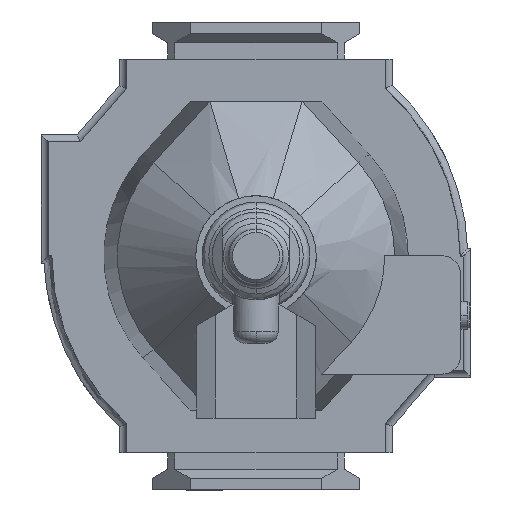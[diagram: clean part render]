
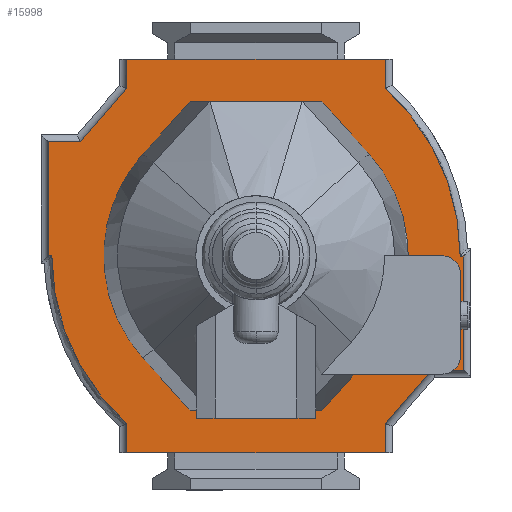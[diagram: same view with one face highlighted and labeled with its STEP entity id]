
A CAD part, front view. The second image highlights one B-rep face of the part: STEP entity #15998.
In plain terms, the highlighted face is planar.
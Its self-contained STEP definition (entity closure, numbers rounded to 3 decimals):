
#171 = EDGE_CURVE ( 'NONE', #11602, #8644, #5779, .T. ) ;
#371 = ORIENTED_EDGE ( 'NONE', *, *, #8737, .F. ) ;
#403 = CARTESIAN_POINT ( 'NONE',  ( -19.5, 0., 30. ) ) ;
#443 = EDGE_CURVE ( 'NONE', #3548, #13851, #7123, .T. ) ;
#451 = ORIENTED_EDGE ( 'NONE', *, *, #16189, .F. ) ;
#506 = EDGE_CURVE ( 'NONE', #13851, #4489, #10044, .T. ) ;
#539 = DIRECTION ( 'NONE',  ( 0., 0., 1. ) ) ;
#843 = VERTEX_POINT ( 'NONE', #12216 ) ;
#855 = DIRECTION ( 'NONE',  ( 0., 0., -1. ) ) ;
#1084 = VECTOR ( 'NONE', #4172, 1000. ) ;
#1165 = EDGE_CURVE ( 'NONE', #6747, #14627, #13811, .T. ) ;
#1183 = CARTESIAN_POINT ( 'NONE',  ( 0., 0., 3.5 ) ) ;
#1208 = LINE ( 'NONE', #11062, #2971 ) ;
#1330 = VECTOR ( 'NONE', #6050, 1000. ) ;
#1779 = DIRECTION ( 'NONE',  ( 0., 0., 1. ) ) ;
#1840 = LINE ( 'NONE', #8159, #5844 ) ;
#1875 = DIRECTION ( 'NONE',  ( -0.757, 0., -0.654 ) ) ;
#1921 = CARTESIAN_POINT ( 'NONE',  ( 33.65, 0., 22.1 ) ) ;
#1947 = CARTESIAN_POINT ( 'NONE',  ( -28.65, 0., 22.1 ) ) ;
#1948 = VERTEX_POINT ( 'NONE', #12558 ) ;
#2248 = EDGE_CURVE ( 'NONE', #843, #3548, #13174, .T. ) ;
#2660 = ORIENTED_EDGE ( 'NONE', *, *, #10802, .F. ) ;
#2692 = CIRCLE ( 'NONE', #8704, 38.4 ) ;
#2712 = VECTOR ( 'NONE', #3805, 1000. ) ;
#2773 = PLANE ( 'NONE',  #6202 ) ;
#2791 = CARTESIAN_POINT ( 'NONE',  ( 28.65, 0., -22.1 ) ) ;
#2858 = DIRECTION ( 'NONE',  ( 0.757, 0., 0.654 ) ) ;
#2971 = VECTOR ( 'NONE', #16065, 1000. ) ;
#3149 = ORIENTED_EDGE ( 'NONE', *, *, #1165, .F. ) ;
#3264 = VECTOR ( 'NONE', #5475, 1000. ) ;
#3437 = ORIENTED_EDGE ( 'NONE', *, *, #171, .F. ) ;
#3481 = DIRECTION ( 'NONE',  ( 0., -1., 0. ) ) ;
#3499 = VECTOR ( 'NONE', #2858, 1000. ) ;
#3548 = VERTEX_POINT ( 'NONE', #12268 ) ;
#3721 = VERTEX_POINT ( 'NONE', #7990 ) ;
#3770 = DIRECTION ( 'NONE',  ( 0., -1., 0. ) ) ;
#3805 = DIRECTION ( 'NONE',  ( 1., 0., 0. ) ) ;
#3895 = EDGE_CURVE ( 'NONE', #11055, #6747, #3917, .T. ) ;
#3917 = LINE ( 'NONE', #2791, #13411 ) ;
#4172 = DIRECTION ( 'NONE',  ( 0., 0., -1. ) ) ;
#4489 = VERTEX_POINT ( 'NONE', #11670 ) ;
#4564 = CARTESIAN_POINT ( 'NONE',  ( 0., 0., 35.5 ) ) ;
#4616 = LINE ( 'NONE', #1921, #7274 ) ;
#4819 = ORIENTED_EDGE ( 'NONE', *, *, #7025, .F. ) ;
#4904 = VERTEX_POINT ( 'NONE', #12536 ) ;
#5023 = EDGE_CURVE ( 'NONE', #3721, #843, #6816, .T. ) ;
#5138 = CARTESIAN_POINT ( 'NONE',  ( 19.5, 0., -30. ) ) ;
#5475 = DIRECTION ( 'NONE',  ( -1., 0., 0. ) ) ;
#5779 = LINE ( 'NONE', #9463, #7267 ) ;
#5782 = DIRECTION ( 'NONE',  ( -1., 0., 0. ) ) ;
#5844 = VECTOR ( 'NONE', #11941, 1000. ) ;
#6050 = DIRECTION ( 'NONE',  ( 0., 0., -1. ) ) ;
#6202 = AXIS2_PLACEMENT_3D ( 'NONE', #15402, #11793, #1779 ) ;
#6347 = CARTESIAN_POINT ( 'NONE',  ( -19.5, 0., 35.5 ) ) ;
#6413 = CARTESIAN_POINT ( 'NONE',  ( 19.5, 0., -35.5 ) ) ;
#6747 = VERTEX_POINT ( 'NONE', #13865 ) ;
#6816 = LINE ( 'NONE', #403, #12960 ) ;
#6882 = EDGE_CURVE ( 'NONE', #8644, #10953, #1208, .T. ) ;
#7025 = EDGE_CURVE ( 'NONE', #1948, #11055, #15407, .T. ) ;
#7123 = LINE ( 'NONE', #12110, #9783 ) ;
#7211 = LINE ( 'NONE', #11142, #1330 ) ;
#7267 = VECTOR ( 'NONE', #8240, 1000. ) ;
#7274 = VECTOR ( 'NONE', #5782, 1000. ) ;
#7351 = AXIS2_PLACEMENT_3D ( 'NONE', #13527, #3770, #8786 ) ;
#7532 = ORIENTED_EDGE ( 'NONE', *, *, #2248, .F. ) ;
#7597 = CARTESIAN_POINT ( 'NONE',  ( 0., 0., -34.9 ) ) ;
#7603 = CARTESIAN_POINT ( 'NONE',  ( 33.65, 0., -22.1 ) ) ;
#7990 = CARTESIAN_POINT ( 'NONE',  ( -19.5, 0., 30. ) ) ;
#8159 = CARTESIAN_POINT ( 'NONE',  ( 0., 0., -35.5 ) ) ;
#8240 = DIRECTION ( 'NONE',  ( 0., 0., 1. ) ) ;
#8272 = ORIENTED_EDGE ( 'NONE', *, *, #506, .F. ) ;
#8644 = VERTEX_POINT ( 'NONE', #4564 ) ;
#8704 = AXIS2_PLACEMENT_3D ( 'NONE', #1183, #3481, #9813 ) ;
#8737 = EDGE_CURVE ( 'NONE', #8767, #10633, #7211, .T. ) ;
#8767 = VERTEX_POINT ( 'NONE', #7597 ) ;
#8786 = DIRECTION ( 'NONE',  ( 0., 0., -1. ) ) ;
#8975 = EDGE_CURVE ( 'NONE', #10953, #3721, #10408, .T. ) ;
#9031 = ORIENTED_EDGE ( 'NONE', *, *, #14357, .F. ) ;
#9236 = FACE_OUTER_BOUND ( 'NONE', #15483, .T. ) ;
#9270 = CARTESIAN_POINT ( 'NONE',  ( 0., 0., 34.9 ) ) ;
#9394 = VECTOR ( 'NONE', #539, 1000. ) ;
#9463 = CARTESIAN_POINT ( 'NONE',  ( 0., 0., 34.9 ) ) ;
#9566 = LINE ( 'NONE', #11786, #9394 ) ;
#9621 = VERTEX_POINT ( 'NONE', #6413 ) ;
#9668 = CARTESIAN_POINT ( 'NONE',  ( -33.65, 0., -22.1 ) ) ;
#9754 = ORIENTED_EDGE ( 'NONE', *, *, #13629, .F. ) ;
#9783 = VECTOR ( 'NONE', #855, 1000. ) ;
#9813 = DIRECTION ( 'NONE',  ( 0., 0., -1. ) ) ;
#10044 = LINE ( 'NONE', #15036, #2712 ) ;
#10075 = ORIENTED_EDGE ( 'NONE', *, *, #3895, .F. ) ;
#10158 = DIRECTION ( 'NONE',  ( 1., 0., 0. ) ) ;
#10342 = ORIENTED_EDGE ( 'NONE', *, *, #5023, .F. ) ;
#10350 = EDGE_CURVE ( 'NONE', #4904, #11602, #14413, .T. ) ;
#10408 = LINE ( 'NONE', #11410, #1084 ) ;
#10633 = VERTEX_POINT ( 'NONE', #12281 ) ;
#10802 = EDGE_CURVE ( 'NONE', #9621, #1948, #9566, .T. ) ;
#10953 = VERTEX_POINT ( 'NONE', #6347 ) ;
#11055 = VERTEX_POINT ( 'NONE', #11275 ) ;
#11062 = CARTESIAN_POINT ( 'NONE',  ( 0., 0., 35.5 ) ) ;
#11142 = CARTESIAN_POINT ( 'NONE',  ( 0., 0., -34.9 ) ) ;
#11275 = CARTESIAN_POINT ( 'NONE',  ( 28.65, 0., -22.1 ) ) ;
#11410 = CARTESIAN_POINT ( 'NONE',  ( -19.5, 0., 35.5 ) ) ;
#11602 = VERTEX_POINT ( 'NONE', #9270 ) ;
#11632 = ORIENTED_EDGE ( 'NONE', *, *, #10350, .F. ) ;
#11670 = CARTESIAN_POINT ( 'NONE',  ( -28.622, 0., -22.1 ) ) ;
#11752 = ORIENTED_EDGE ( 'NONE', *, *, #6882, .F. ) ;
#11772 = VECTOR ( 'NONE', #13352, 1000. ) ;
#11786 = CARTESIAN_POINT ( 'NONE',  ( 19.5, 0., -35.5 ) ) ;
#11793 = DIRECTION ( 'NONE',  ( 0., 1., 0. ) ) ;
#11941 = DIRECTION ( 'NONE',  ( 1., 0., 0. ) ) ;
#12110 = CARTESIAN_POINT ( 'NONE',  ( -33.65, 0., 22.1 ) ) ;
#12216 = CARTESIAN_POINT ( 'NONE',  ( -28.65, 0., 22.1 ) ) ;
#12268 = CARTESIAN_POINT ( 'NONE',  ( -33.65, 0., 22.1 ) ) ;
#12281 = CARTESIAN_POINT ( 'NONE',  ( 0., 0., -35.5 ) ) ;
#12536 = CARTESIAN_POINT ( 'NONE',  ( 28.622, 0., 22.1 ) ) ;
#12558 = CARTESIAN_POINT ( 'NONE',  ( 19.5, 0., -30. ) ) ;
#12960 = VECTOR ( 'NONE', #1875, 1000. ) ;
#13174 = LINE ( 'NONE', #1947, #3264 ) ;
#13257 = ORIENTED_EDGE ( 'NONE', *, *, #443, .F. ) ;
#13352 = DIRECTION ( 'NONE',  ( 0., 0., 1. ) ) ;
#13411 = VECTOR ( 'NONE', #10158, 1000. ) ;
#13527 = CARTESIAN_POINT ( 'NONE',  ( 0., 0., -3.5 ) ) ;
#13629 = EDGE_CURVE ( 'NONE', #10633, #9621, #1840, .T. ) ;
#13811 = LINE ( 'NONE', #7603, #11772 ) ;
#13851 = VERTEX_POINT ( 'NONE', #9668 ) ;
#13865 = CARTESIAN_POINT ( 'NONE',  ( 33.65, 0., -22.1 ) ) ;
#14357 = EDGE_CURVE ( 'NONE', #14627, #4904, #4616, .T. ) ;
#14413 = CIRCLE ( 'NONE', #7351, 38.4 ) ;
#14627 = VERTEX_POINT ( 'NONE', #15605 ) ;
#15036 = CARTESIAN_POINT ( 'NONE',  ( -33.65, 0., -22.1 ) ) ;
#15402 = CARTESIAN_POINT ( 'NONE',  ( -34.996, 0., -36.92 ) ) ;
#15407 = LINE ( 'NONE', #5138, #3499 ) ;
#15409 = ORIENTED_EDGE ( 'NONE', *, *, #8975, .F. ) ;
#15483 = EDGE_LOOP ( 'NONE', ( #10342, #15409, #11752, #3437, #11632, #9031, #3149, #10075, #4819, #2660, #9754, #371, #451, #8272, #13257, #7532 ) ) ;
#15605 = CARTESIAN_POINT ( 'NONE',  ( 33.65, 0., 22.1 ) ) ;
#15998 = ADVANCED_FACE ( 'NONE', ( #9236 ), #2773, .T. ) ;
#16065 = DIRECTION ( 'NONE',  ( -1., 0., 0. ) ) ;
#16189 = EDGE_CURVE ( 'NONE', #4489, #8767, #2692, .T. ) ;
